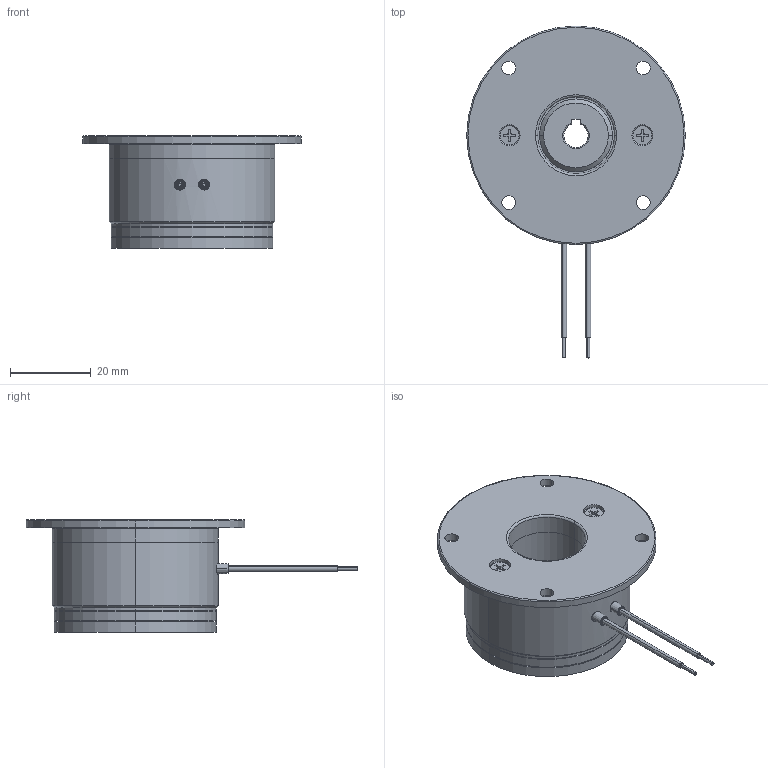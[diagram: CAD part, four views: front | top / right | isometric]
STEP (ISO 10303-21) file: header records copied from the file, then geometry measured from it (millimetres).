
FILE_DESCRIPTION (( 'STEP AP214' ), '1' );
FILE_NAME ('dr_bk_03P1-120_mu.STEP', '2021-11-12T12:41:35', ( '' ), ( '' ), 'SwSTEP 2.0', 'SolidWorks 2019', '' );
FILE_SCHEMA (( 'AUTOMOTIVE_DESIGN' ));
Length unit declared in the file: millimetre
Products named in the file (10): 10069015_000; 10069011_000; 10068743_000_genietet (1,7 mm Klemml�nge �2,6); 10068745_000_eingebaut; 10069016_000; 10068741_000_genietet (1,7mm Klemml„nge); 10069012_000; 10068749_000_03.02.331-0102; 10068960_000; dr_bk_03P1-120_mu
Assembly tree (18 placements, depth 4):
  dr_bk_03P1-120_mu
    10068960_000
    10069016_000
      10068749_000_03.02.331-0102
      10069012_000
        10069011_000
        10069015_000
        10068745_000_eingebaut  x3
        10068743_000_genietet (1,7 mm Klemml�nge �2,6)  x3
      10068741_000_genietet (1,7mm Klemml„nge)  x3
      10068745_000_eingebaut  x3
Bounding box: 54 x 82 x 27.85 mm (x, y, z)
Volume: 32487.7 mm3; surface area: 16893 mm2
Topology: 18 solids, 18 shells, 375 faces, 848 edges, 520 vertices
Faces by surface type: cylinder 167, cone 90, plane 70, torus 36, sphere 12
Entity records: 9770 total; most frequent: CARTESIAN_POINT 1596, DIRECTION 1472, ORIENTED_EDGE 1200, AXIS2_PLACEMENT_3D 608, EDGE_CURVE 600, VERTEX_POINT 376, EDGE_LOOP 334, CIRCLE 324
